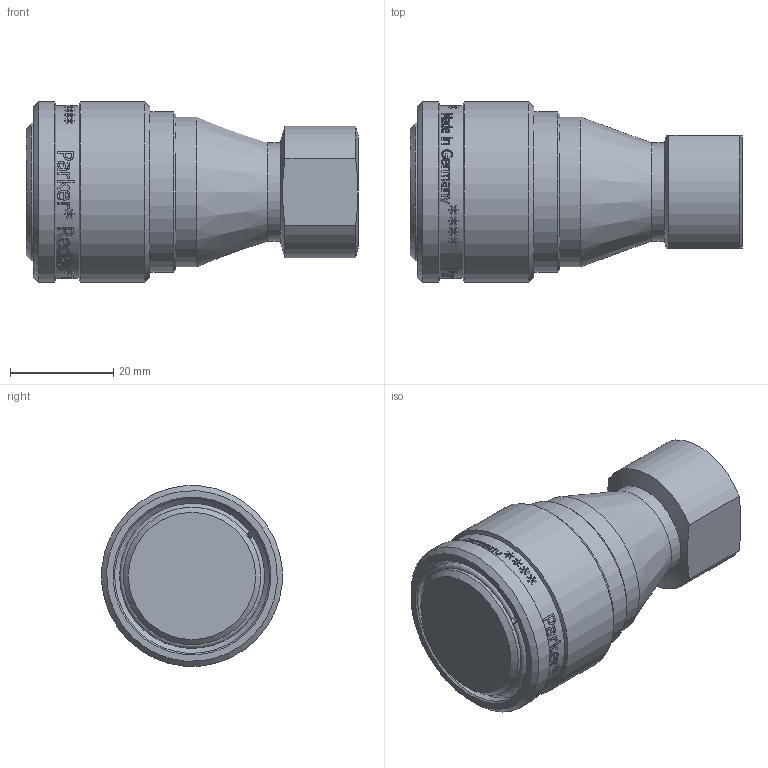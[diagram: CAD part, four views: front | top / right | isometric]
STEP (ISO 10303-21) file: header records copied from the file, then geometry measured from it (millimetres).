
FILE_DESCRIPTION((''),'2;1');
FILE_NAME('73kbiw17mpx.stp','2014-01-08T08:22:28',('IA176480'),(''),'Autodesk Inventor 2013','Autodesk Inventor 2013','');
FILE_SCHEMA(('AUTOMOTIVE_DESIGN { 1 0 10303 214 1 1 1 1 }'));
Length unit declared in the file: millimetre
Products named in the file (1): D105213
Bounding box: 64.2 x 34.88 x 34.88 mm (x, y, z)
Volume: 36821 mm3; surface area: 12962.1 mm2
Topology: 2 solids, 2 shells, 826 faces, 2257 edges, 1499 vertices
Faces by surface type: bspline 446, plane 268, cylinder 76, cone 33, torus 3
Full cylindrical faces by diameter (mm): 16.662 x1, 19 x1, 26.6 x2, 26.9 x1, 29 x1, 29.9 x1, 31 x1, 31.2 x1, 33.5 x1, 35 x2
Entity records: 116244 total; most frequent: CARTESIAN_POINT 98231, ORIENTED_EDGE 4388, EDGE_CURVE 2194, DIRECTION 1975, VERTEX_POINT 1477, B_SPLINE_CURVE_WITH_KNOTS 1162, EDGE_LOOP 931, VECTOR 837
